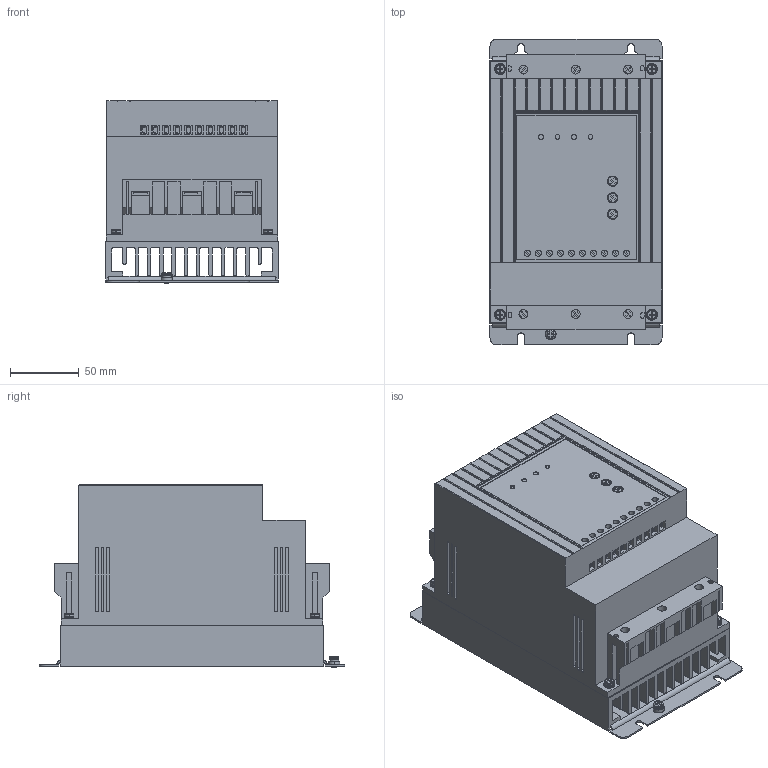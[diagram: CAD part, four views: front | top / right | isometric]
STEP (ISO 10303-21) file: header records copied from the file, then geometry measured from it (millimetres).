
FILE_DESCRIPTION (( 'STEP AP214' ), '1' );
FILE_NAME ('SFB-33-15-A-10 ÓÏÏ SFB 3Ô 380Â 15êÂò 30A Uóïð 110-220Â Modbus ONI.STEP', '2020-10-19T17:42:18', ( '' ), ( '' ), 'SwSTEP 2.0', 'SolidWorks 2017', '' );
FILE_SCHEMA (( 'AUTOMOTIVE_DESIGN' ));
Length unit declared in the file: millimetre
Products named in the file (1): SFB-33-15-A-10 ÓÏÏ SFB 3Ô 380Â 15êÂò 30A Uóïð 110-220Â Modbus ONI
Bounding box: 125 x 222 x 132.8 mm (x, y, z)
Volume: 2384197.5 mm3; surface area: 265519.2 mm2
Topology: 1 solids, 1 shells, 1268 faces, 3347 edges, 2149 vertices
Faces by surface type: plane 942, cylinder 283, bspline 43
Entity records: 46238 total; most frequent: CARTESIAN_POINT 16030, ORIENTED_EDGE 6694, DIRECTION 5396, EDGE_CURVE 3347, VECTOR 2590, LINE 2590, VERTEX_POINT 2149, AXIS2_PLACEMENT_3D 1403
